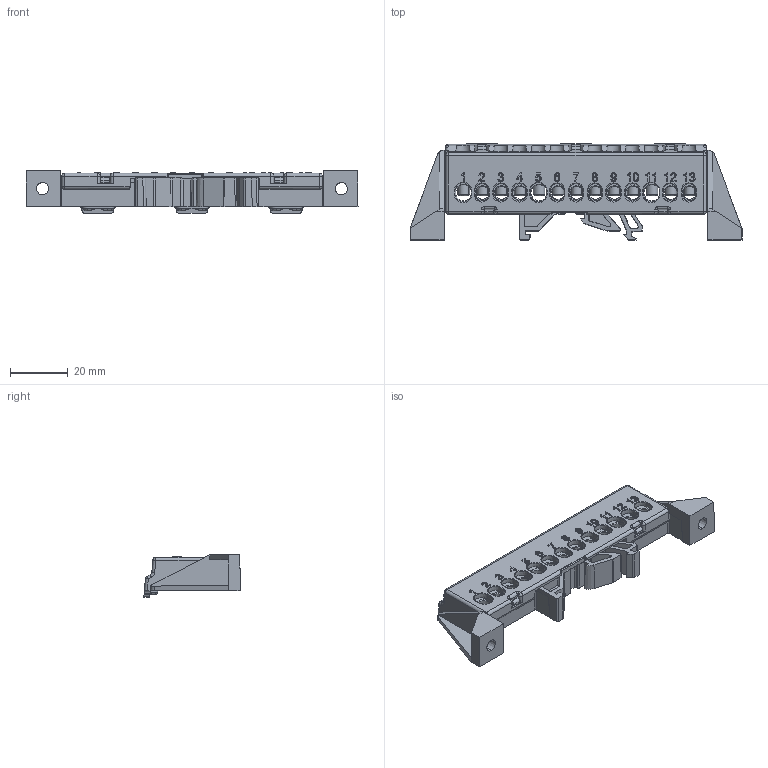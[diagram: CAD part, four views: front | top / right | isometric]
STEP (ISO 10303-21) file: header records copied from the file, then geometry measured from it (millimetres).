
FILE_DESCRIPTION (( 'STEP AP214' ), '1' );
FILE_NAME ('KSN-2-6x9-13.STEP', '2023-11-03T08:04:22', ( '' ), ( '' ), 'SwSTEP 2.0', 'SolidWorks 2022', '' );
FILE_SCHEMA (( 'AUTOMOTIVE_DESIGN' ));
Length unit declared in the file: millimetre
Products named in the file (6): TKFR.758153.004 Винт M4x8; Cover 13_obr; TKFR.746612.009 Шина нулевая KSN-1-3-6x9-13 без винтов; TKFR.685523.009 Шина нулевая KSN-1-3-6x9-13 БИ; KSN-2-6x9-13; Holder 13-уклон_уклоны
Assembly tree (17 placements, depth 3):
  KSN-2-6x9-13
    Holder 13-уклон_уклоны
    Cover 13_obr
    TKFR.685523.009 Шина нулевая KSN-1-3-6x9-13 БИ
      TKFR.746612.009 Шина нулевая KSN-1-3-6x9-13 без винтов
      TKFR.758153.004 Винт M4x8  x13
Bounding box: 114.63 x 33.28 x 14.7 mm (x, y, z)
Volume: 17162.3 mm3; surface area: 22355.9 mm2
Topology: 16 solids, 16 shells, 1682 faces, 4584 edges, 2937 vertices
Faces by surface type: plane 833, cylinder 404, cone 164, bspline 148, torus 121, sphere 12
Entity records: 50581 total; most frequent: CARTESIAN_POINT 17901, ORIENTED_EDGE 7376, DIRECTION 5853, EDGE_CURVE 3688, VERTEX_POINT 2359, LINE 2233, VECTOR 2233, AXIS2_PLACEMENT_3D 1810
